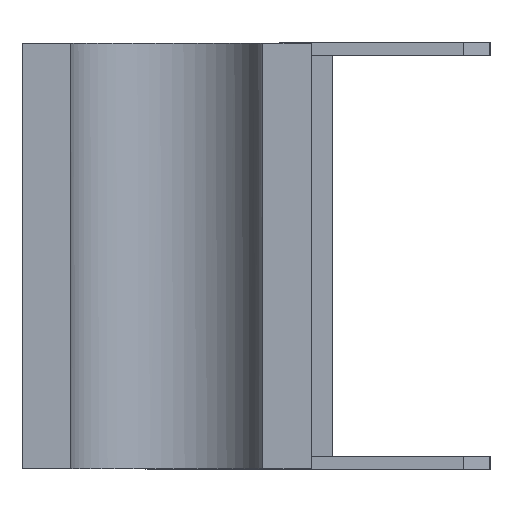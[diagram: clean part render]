
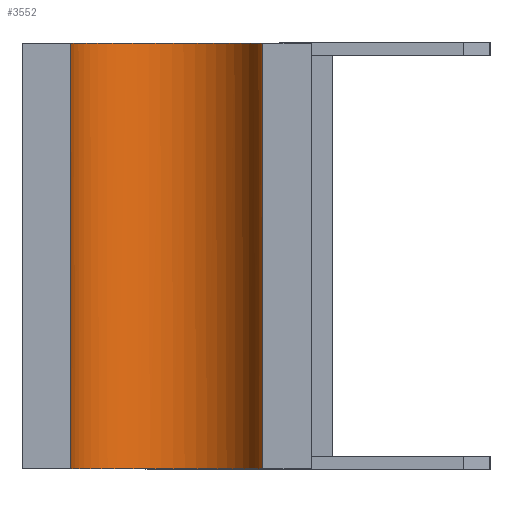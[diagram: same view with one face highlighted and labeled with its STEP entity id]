
A CAD part, left-side view. The second image highlights one B-rep face of the part: STEP entity #3552.
In plain terms, the highlighted free-form (B-spline) face has degree [1, 2] with [2, 13] control points.
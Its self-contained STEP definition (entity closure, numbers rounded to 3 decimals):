
#35=CARTESIAN_POINT('',(19.685,4.98,0.));
#36=VERTEX_POINT('',#35);
#59=CARTESIAN_POINT('',(19.685,4.98,-8.1));
#60=VERTEX_POINT('',#59);
#70=CARTESIAN_POINT('',(19.685,4.98,-8.1));
#71=CARTESIAN_POINT('',(19.685,4.98,-6.48));
#72=CARTESIAN_POINT('',(19.685,4.98,-4.86));
#73=CARTESIAN_POINT('',(19.685,4.98,-3.24));
#74=CARTESIAN_POINT('',(19.685,4.98,-1.62));
#75=CARTESIAN_POINT('',(19.685,4.98,0.));
#76=B_SPLINE_CURVE_WITH_KNOTS('',5,(#70,#71,#72,#73,#74,#75),.UNSPECIFIED.,.F.,.U.,(6,6),(0.,8.1),.UNSPECIFIED.);
#77=EDGE_CURVE('',#60,#36,#76,.T.);
#88=CARTESIAN_POINT('',(19.685,1.32,0.));
#89=VERTEX_POINT('',#88);
#90=CARTESIAN_POINT('',(19.685,4.98,0.));
#91=CARTESIAN_POINT('',(19.829,4.98,0.));
#92=CARTESIAN_POINT('',(19.972,4.966,0.));
#93=CARTESIAN_POINT('',(20.114,4.938,0.));
#94=CARTESIAN_POINT('',(20.391,4.854,0.));
#95=CARTESIAN_POINT('',(20.645,4.718,0.));
#96=CARTESIAN_POINT('',(20.766,4.637,0.));
#97=CARTESIAN_POINT('',(20.989,4.454,0.));
#98=CARTESIAN_POINT('',(21.172,4.231,0.));
#99=CARTESIAN_POINT('',(21.253,4.11,0.));
#100=CARTESIAN_POINT('',(21.389,3.856,0.));
#101=CARTESIAN_POINT('',(21.473,3.579,0.));
#102=CARTESIAN_POINT('',(21.501,3.437,0.));
#103=CARTESIAN_POINT('',(21.529,3.15,0.));
#104=CARTESIAN_POINT('',(21.501,2.863,0.));
#105=CARTESIAN_POINT('',(21.473,2.721,0.));
#106=CARTESIAN_POINT('',(21.389,2.444,0.));
#107=CARTESIAN_POINT('',(21.253,2.19,0.));
#108=CARTESIAN_POINT('',(21.172,2.069,0.));
#109=CARTESIAN_POINT('',(20.989,1.846,0.));
#110=CARTESIAN_POINT('',(20.766,1.663,0.));
#111=CARTESIAN_POINT('',(20.645,1.582,0.));
#112=CARTESIAN_POINT('',(20.391,1.446,0.));
#113=CARTESIAN_POINT('',(20.114,1.362,0.));
#114=CARTESIAN_POINT('',(19.972,1.334,0.));
#115=CARTESIAN_POINT('',(19.829,1.32,0.));
#116=CARTESIAN_POINT('',(19.685,1.32,0.));
#117=B_SPLINE_CURVE_WITH_KNOTS('',5,(#90,#91,#92,#93,#94,#95,#96,#97,#98,#99,#100,#101,#102,#103,#104,#105,#106,#107,#108,#109,#110,#111,#112,#113,#114,#115,#116),.UNSPECIFIED.,.F.,.U.,(6,3,3,3,3,3,3,3,6),(0.,0.393,0.785,1.178,1.571,1.963,2.356,2.749,3.142),.UNSPECIFIED.);
#118=EDGE_CURVE('',#36,#89,#117,.T.);
#2572=CARTESIAN_POINT('',(19.685,1.32,-8.1));
#2573=VERTEX_POINT('',#2572);
#2583=CARTESIAN_POINT('',(19.685,1.32,-8.1));
#2584=CARTESIAN_POINT('',(19.829,1.32,-8.1));
#2585=CARTESIAN_POINT('',(19.972,1.334,-8.1));
#2586=CARTESIAN_POINT('',(20.114,1.362,-8.1));
#2587=CARTESIAN_POINT('',(20.391,1.446,-8.1));
#2588=CARTESIAN_POINT('',(20.645,1.582,-8.1));
#2589=CARTESIAN_POINT('',(20.766,1.663,-8.1));
#2590=CARTESIAN_POINT('',(20.989,1.846,-8.1));
#2591=CARTESIAN_POINT('',(21.172,2.069,-8.1));
#2592=CARTESIAN_POINT('',(21.253,2.19,-8.1));
#2593=CARTESIAN_POINT('',(21.389,2.444,-8.1));
#2594=CARTESIAN_POINT('',(21.473,2.721,-8.1));
#2595=CARTESIAN_POINT('',(21.501,2.863,-8.1));
#2596=CARTESIAN_POINT('',(21.529,3.15,-8.1));
#2597=CARTESIAN_POINT('',(21.501,3.437,-8.1));
#2598=CARTESIAN_POINT('',(21.473,3.579,-8.1));
#2599=CARTESIAN_POINT('',(21.389,3.856,-8.1));
#2600=CARTESIAN_POINT('',(21.253,4.11,-8.1));
#2601=CARTESIAN_POINT('',(21.172,4.231,-8.1));
#2602=CARTESIAN_POINT('',(20.989,4.454,-8.1));
#2603=CARTESIAN_POINT('',(20.766,4.637,-8.1));
#2604=CARTESIAN_POINT('',(20.645,4.718,-8.1));
#2605=CARTESIAN_POINT('',(20.391,4.854,-8.1));
#2606=CARTESIAN_POINT('',(20.114,4.938,-8.1));
#2607=CARTESIAN_POINT('',(19.972,4.966,-8.1));
#2608=CARTESIAN_POINT('',(19.829,4.98,-8.1));
#2609=CARTESIAN_POINT('',(19.685,4.98,-8.1));
#2610=B_SPLINE_CURVE_WITH_KNOTS('',5,(#2583,#2584,#2585,#2586,#2587,#2588,#2589,#2590,#2591,#2592,#2593,#2594,#2595,#2596,#2597,#2598,#2599,#2600,#2601,#2602,#2603,#2604,#2605,#2606,#2607,#2608,#2609),.UNSPECIFIED.,.F.,.U.,(6,3,3,3,3,3,3,3,6),(0.,0.393,0.785,1.178,1.571,1.963,2.356,2.749,3.142),.UNSPECIFIED.);
#2611=EDGE_CURVE('',#2573,#60,#2610,.T.);
#3511=CARTESIAN_POINT('',(19.682,4.98,0.));
#3512=CARTESIAN_POINT('',(19.683,4.98,0.));
#3513=CARTESIAN_POINT('',(19.684,4.98,0.));
#3514=CARTESIAN_POINT('',(19.684,4.98,0.));
#3515=CARTESIAN_POINT('',(19.685,4.98,0.));
#3516=CARTESIAN_POINT('',(21.515,4.98,0.));
#3517=CARTESIAN_POINT('',(21.515,3.15,0.));
#3518=CARTESIAN_POINT('',(21.515,1.32,0.));
#3519=CARTESIAN_POINT('',(19.685,1.32,0.));
#3520=CARTESIAN_POINT('',(19.684,1.32,0.));
#3521=CARTESIAN_POINT('',(19.684,1.32,0.));
#3522=CARTESIAN_POINT('',(19.683,1.32,0.));
#3523=CARTESIAN_POINT('',(19.682,1.32,0.));
#3524=CARTESIAN_POINT('',(19.682,4.98,-8.1));
#3525=CARTESIAN_POINT('',(19.683,4.98,-8.1));
#3526=CARTESIAN_POINT('',(19.684,4.98,-8.1));
#3527=CARTESIAN_POINT('',(19.684,4.98,-8.1));
#3528=CARTESIAN_POINT('',(19.685,4.98,-8.1));
#3529=CARTESIAN_POINT('',(21.515,4.98,-8.1));
#3530=CARTESIAN_POINT('',(21.515,3.15,-8.1));
#3531=CARTESIAN_POINT('',(21.515,1.32,-8.1));
#3532=CARTESIAN_POINT('',(19.685,1.32,-8.1));
#3533=CARTESIAN_POINT('',(19.684,1.32,-8.1));
#3534=CARTESIAN_POINT('',(19.684,1.32,-8.1));
#3535=CARTESIAN_POINT('',(19.683,1.32,-8.1));
#3536=CARTESIAN_POINT('',(19.682,1.32,-8.1));
#3537=(BOUNDED_SURFACE()B_SPLINE_SURFACE(1,2,((#3511,#3512,#3513,#3514,#3515,#3516,#3517,#3518,#3519,#3520,#3521,#3522,#3523),(#3524,#3525,#3526,#3527,#3528,#3529,#3530,#3531,#3532,#3533,#3534,#3535,#3536)),.SURF_OF_LINEAR_EXTRUSION.,.F.,.F.,.U.)B_SPLINE_SURFACE_WITH_KNOTS((2,2),(3,2,2,2,2,2,3),(0.,4.426),(2.872,2.873,2.875,5.749,8.624,8.625,8.626),.UNSPECIFIED.)GEOMETRIC_REPRESENTATION_ITEM()RATIONAL_B_SPLINE_SURFACE(((1.,1.,1.,1.,1.,0.707,1.,0.707,1.,1.,1.,1.,1.),(1.,1.,1.,1.,1.,0.707,1.,0.707,1.,1.,1.,1.,1.)))REPRESENTATION_ITEM('')SURFACE());
#3538=CARTESIAN_POINT('',(19.685,1.32,-8.1));
#3539=CARTESIAN_POINT('',(19.685,1.32,-6.48));
#3540=CARTESIAN_POINT('',(19.685,1.32,-4.86));
#3541=CARTESIAN_POINT('',(19.685,1.32,-3.24));
#3542=CARTESIAN_POINT('',(19.685,1.32,-1.62));
#3543=CARTESIAN_POINT('',(19.685,1.32,0.));
#3544=B_SPLINE_CURVE_WITH_KNOTS('',5,(#3538,#3539,#3540,#3541,#3542,#3543),.UNSPECIFIED.,.F.,.U.,(6,6),(0.,8.1),.UNSPECIFIED.);
#3545=EDGE_CURVE('',#2573,#89,#3544,.T.);
#3546=ORIENTED_EDGE('',*,*,#3545,.T.);
#3547=ORIENTED_EDGE('',*,*,#118,.F.);
#3548=ORIENTED_EDGE('',*,*,#77,.F.);
#3549=ORIENTED_EDGE('',*,*,#2611,.F.);
#3550=EDGE_LOOP('',(#3546,#3547,#3548,#3549));
#3551=FACE_OUTER_BOUND('',#3550,.T.);
#3552=ADVANCED_FACE('',(#3551),#3537,.T.);
